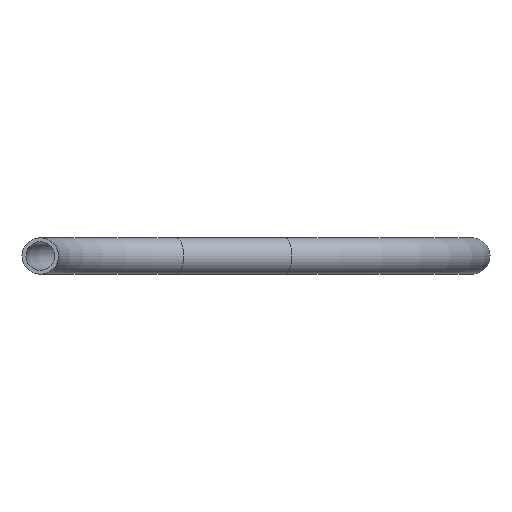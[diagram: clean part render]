
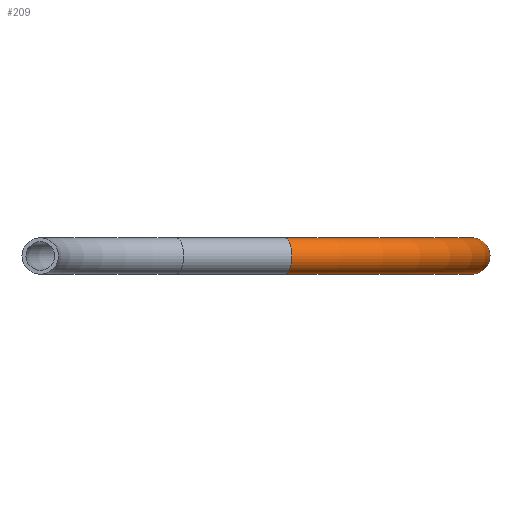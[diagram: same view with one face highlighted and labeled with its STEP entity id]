
A CAD part, left-side view. The second image highlights one B-rep face of the part: STEP entity #209.
In plain terms, the highlighted toroidal (fillet/blend) face has major radius 233.15 mm and minor radius 14 mm.
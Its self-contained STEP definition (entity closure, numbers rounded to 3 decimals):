
#22=TOROIDAL_SURFACE('',#255,233.15,14.);
#31=FACE_OUTER_BOUND('',#43,.T.);
#43=EDGE_LOOP('',(#180,#181,#182,#183,#184,#185));
#79=CIRCLE('',#253,14.);
#80=CIRCLE('',#254,14.);
#81=CIRCLE('',#256,219.15);
#82=CIRCLE('',#257,14.);
#83=CIRCLE('',#258,14.);
#100=VERTEX_POINT('',#389);
#101=VERTEX_POINT('',#391);
#102=VERTEX_POINT('',#395);
#103=VERTEX_POINT('',#397);
#128=EDGE_CURVE('',#100,#101,#79,.T.);
#129=EDGE_CURVE('',#101,#100,#80,.T.);
#130=EDGE_CURVE('',#101,#102,#81,.T.);
#131=EDGE_CURVE('',#102,#103,#82,.T.);
#132=EDGE_CURVE('',#103,#102,#83,.T.);
#180=ORIENTED_EDGE('',*,*,#128,.F.);
#181=ORIENTED_EDGE('',*,*,#129,.F.);
#182=ORIENTED_EDGE('',*,*,#130,.T.);
#183=ORIENTED_EDGE('',*,*,#131,.T.);
#184=ORIENTED_EDGE('',*,*,#132,.T.);
#185=ORIENTED_EDGE('',*,*,#130,.F.);
#209=ADVANCED_FACE('',(#31),#22,.T.);
#253=AXIS2_PLACEMENT_3D('',#392,#322,#323);
#254=AXIS2_PLACEMENT_3D('',#393,#324,#325);
#255=AXIS2_PLACEMENT_3D('',#394,#326,#327);
#256=AXIS2_PLACEMENT_3D('',#396,#328,#329);
#257=AXIS2_PLACEMENT_3D('',#398,#330,#331);
#258=AXIS2_PLACEMENT_3D('',#399,#332,#333);
#322=DIRECTION('center_axis',(-0.385,0.923,0.));
#323=DIRECTION('ref_axis',(0.,0.,-1.));
#324=DIRECTION('center_axis',(-0.385,0.923,0.));
#325=DIRECTION('ref_axis',(0.,0.,-1.));
#326=DIRECTION('center_axis',(0.,0.,-1.));
#327=DIRECTION('ref_axis',(-1.,0.,0.));
#328=DIRECTION('center_axis',(0.,0.,1.));
#329=DIRECTION('ref_axis',(-1.,0.,0.));
#330=DIRECTION('center_axis',(-1.,0.,0.));
#331=DIRECTION('ref_axis',(0.,0.,-1.));
#332=DIRECTION('center_axis',(-1.,0.,0.));
#333=DIRECTION('ref_axis',(0.,0.,-1.));
#389=CARTESIAN_POINT('',(-215.385,146.923,14.));
#391=CARTESIAN_POINT('',(-202.461,152.307,0.));
#392=CARTESIAN_POINT('Origin',(-215.385,146.923,0.));
#393=CARTESIAN_POINT('Origin',(-215.385,146.923,0.));
#394=CARTESIAN_POINT('Origin',(-0.169,236.596,0.));
#395=CARTESIAN_POINT('',(-0.169,17.446,0.));
#396=CARTESIAN_POINT('Origin',(-0.169,236.596,0.));
#397=CARTESIAN_POINT('',(-0.169,3.446,14.));
#398=CARTESIAN_POINT('Origin',(-0.169,3.446,0.));
#399=CARTESIAN_POINT('Origin',(-0.169,3.446,0.));
